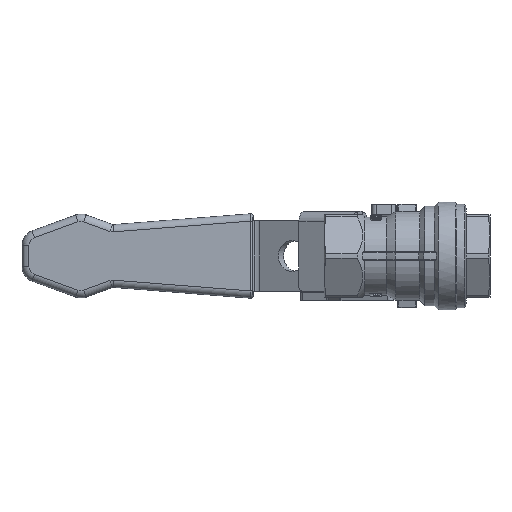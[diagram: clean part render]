
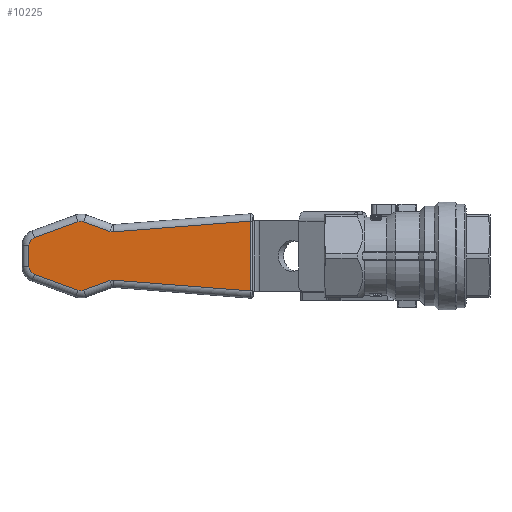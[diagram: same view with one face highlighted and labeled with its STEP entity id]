
A CAD part, front view. The second image highlights one B-rep face of the part: STEP entity #10225.
In plain terms, the highlighted planar face has unit normal (-0.035, -0.999, 0).
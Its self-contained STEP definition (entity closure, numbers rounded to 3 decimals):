
#74 = AXIS2_PLACEMENT_3D ( 'NONE', #9310, #18833, #23990 ) ;
#193 = LINE ( 'NONE', #28234, #9690 ) ;
#442 = DIRECTION ( 'NONE',  ( -0.135, 0.005, -0.991 ) ) ;
#716 = AXIS2_PLACEMENT_3D ( 'NONE', #10096, #29448, #19763 ) ;
#1189 = VERTEX_POINT ( 'NONE', #10196 ) ;
#1443 = ORIENTED_EDGE ( 'NONE', *, *, #16923, .F. ) ;
#1549 = ORIENTED_EDGE ( 'NONE', *, *, #4261, .F. ) ;
#1771 = VECTOR ( 'NONE', #17410, 1000. ) ;
#2085 = CIRCLE ( 'NONE', #13012, 2. ) ;
#2089 = VERTEX_POINT ( 'NONE', #15739 ) ;
#2144 = CARTESIAN_POINT ( 'NONE',  ( -73.607, 42.824, -28.078 ) ) ;
#2443 = CARTESIAN_POINT ( 'NONE',  ( -84.785, 43.215, -22.377 ) ) ;
#2549 = VECTOR ( 'NONE', #7646, 1000. ) ;
#2696 = CARTESIAN_POINT ( 'NONE',  ( -74.975, 42.872, -28.078 ) ) ;
#2724 = DIRECTION ( 'NONE',  ( 0., 0., 1. ) ) ;
#2776 = VECTOR ( 'NONE', #8011, 1000. ) ;
#2920 = AXIS2_PLACEMENT_3D ( 'NONE', #12709, #3050, #22540 ) ;
#2996 = CARTESIAN_POINT ( 'NONE',  ( -33.316, 41.417, -19.827 ) ) ;
#3050 = DIRECTION ( 'NONE',  ( 0.035, 0.999, 0. ) ) ;
#3134 = CARTESIAN_POINT ( 'NONE',  ( -33.316, 41.417, -11.396 ) ) ;
#3296 = VERTEX_POINT ( 'NONE', #20735 ) ;
#4206 = VERTEX_POINT ( 'NONE', #29579 ) ;
#4261 = EDGE_CURVE ( 'NONE', #4206, #14085, #25039, .T. ) ;
#4273 = VERTEX_POINT ( 'NONE', #24875 ) ;
#4425 = DIRECTION ( 'NONE',  ( -0.939, 0.033, 0.342 ) ) ;
#4784 = EDGE_CURVE ( 'NONE', #2089, #6906, #11021, .T. ) ;
#4825 = DIRECTION ( 'NONE',  ( -0.996, 0.035, 0.078 ) ) ;
#4937 = CARTESIAN_POINT ( 'NONE',  ( -86.783, 43.284, -17.277 ) ) ;
#5579 = CARTESIAN_POINT ( 'NONE',  ( -86.783, 43.284, -24.077 ) ) ;
#5866 = DIRECTION ( 'NONE',  ( 0.996, -0.035, 0.078 ) ) ;
#6250 = ORIENTED_EDGE ( 'NONE', *, *, #26699, .F. ) ;
#6585 = VERTEX_POINT ( 'NONE', #2144 ) ;
#6757 = CARTESIAN_POINT ( 'NONE',  ( -75.033, 42.874, -28.057 ) ) ;
#6816 = DIRECTION ( 'NONE',  ( -0.939, 0.033, -0.342 ) ) ;
#6906 = VERTEX_POINT ( 'NONE', #3134 ) ;
#6963 = VECTOR ( 'NONE', #6816, 1000. ) ;
#7031 = EDGE_LOOP ( 'NONE', ( #27081, #9336, #17050, #12481, #20270, #1549, #29655, #1443, #16817, #15300, #6250, #27393, #13992, #16287 ) ) ;
#7267 = DIRECTION ( 'NONE',  ( -0.819, 0.029, -0.574 ) ) ;
#7336 = EDGE_CURVE ( 'NONE', #7900, #2089, #22773, .T. ) ;
#7424 = CARTESIAN_POINT ( 'NONE',  ( -66.575, 42.579, -27.645 ) ) ;
#7646 = DIRECTION ( 'NONE',  ( 0.939, -0.033, -0.342 ) ) ;
#7900 = VERTEX_POINT ( 'NONE', #11976 ) ;
#7909 = LINE ( 'NONE', #5579, #1771 ) ;
#8011 = DIRECTION ( 'NONE',  ( 0.939, -0.033, 0.342 ) ) ;
#8269 = VERTEX_POINT ( 'NONE', #21076 ) ;
#8959 = VERTEX_POINT ( 'NONE', #4937 ) ;
#9310 = CARTESIAN_POINT ( 'NONE',  ( -74.291, 42.848, -26.199 ) ) ;
#9336 = ORIENTED_EDGE ( 'NONE', *, *, #4784, .F. ) ;
#9690 = VECTOR ( 'NONE', #4825, 1000. ) ;
#10096 = CARTESIAN_POINT ( 'NONE',  ( -84.785, 43.215, -17.277 ) ) ;
#10196 = CARTESIAN_POINT ( 'NONE',  ( -86.783, 43.284, -22.377 ) ) ;
#10225 = ADVANCED_FACE ( 'NONE', ( #11048 ), #17526, .F. ) ;
#10523 = VECTOR ( 'NONE', #12508, 1000. ) ;
#11021 = LINE ( 'NONE', #20702, #27222 ) ;
#11048 = FACE_OUTER_BOUND ( 'NONE', #7031, .T. ) ;
#11943 = CARTESIAN_POINT ( 'NONE',  ( -66.575, 42.579, -12.009 ) ) ;
#11976 = CARTESIAN_POINT ( 'NONE',  ( -67.258, 42.602, -13.889 ) ) ;
#12481 = ORIENTED_EDGE ( 'NONE', *, *, #14920, .F. ) ;
#12508 = DIRECTION ( 'NONE',  ( 0., 0., -1. ) ) ;
#12567 = VERTEX_POINT ( 'NONE', #28757 ) ;
#12709 = CARTESIAN_POINT ( 'NONE',  ( -58.733, 42.305, -19.827 ) ) ;
#13012 = AXIS2_PLACEMENT_3D ( 'NONE', #7424, #16919, #14605 ) ;
#13316 = EDGE_CURVE ( 'NONE', #14085, #4273, #25280, .T. ) ;
#13472 = CIRCLE ( 'NONE', #74, 2. ) ;
#13992 = ORIENTED_EDGE ( 'NONE', *, *, #26772, .F. ) ;
#14085 = VERTEX_POINT ( 'NONE', #16294 ) ;
#14135 = EDGE_CURVE ( 'NONE', #24399, #6585, #23525, .T. ) ;
#14165 = EDGE_CURVE ( 'NONE', #12567, #1189, #27903, .T. ) ;
#14605 = DIRECTION ( 'NONE',  ( -0.135, 0.005, 0.991 ) ) ;
#14797 = VERTEX_POINT ( 'NONE', #2696 ) ;
#14847 = EDGE_CURVE ( 'NONE', #14797, #12567, #28446, .T. ) ;
#14920 = EDGE_CURVE ( 'NONE', #4273, #7900, #21255, .T. ) ;
#15300 = ORIENTED_EDGE ( 'NONE', *, *, #14847, .F. ) ;
#15312 = CARTESIAN_POINT ( 'NONE',  ( -75.033, 42.874, -11.598 ) ) ;
#15739 = CARTESIAN_POINT ( 'NONE',  ( -66.418, 42.573, -14.003 ) ) ;
#16287 = ORIENTED_EDGE ( 'NONE', *, *, #16852, .F. ) ;
#16294 = CARTESIAN_POINT ( 'NONE',  ( -74.975, 42.872, -11.576 ) ) ;
#16817 = ORIENTED_EDGE ( 'NONE', *, *, #14165, .F. ) ;
#16852 = EDGE_CURVE ( 'NONE', #3296, #8269, #193, .T. ) ;
#16871 = CARTESIAN_POINT ( 'NONE',  ( -74.291, 42.848, -13.456 ) ) ;
#16919 = DIRECTION ( 'NONE',  ( -0.035, -0.999, 0. ) ) ;
#16923 = EDGE_CURVE ( 'NONE', #1189, #8959, #7909, .T. ) ;
#17050 = ORIENTED_EDGE ( 'NONE', *, *, #7336, .F. ) ;
#17410 = DIRECTION ( 'NONE',  ( 0., 0., 1. ) ) ;
#17479 = EDGE_CURVE ( 'NONE', #6906, #3296, #24370, .T. ) ;
#17526 = PLANE ( 'NONE',  #2920 ) ;
#18833 = DIRECTION ( 'NONE',  ( 0.035, 0.999, 0. ) ) ;
#18865 = EDGE_CURVE ( 'NONE', #8959, #4206, #28589, .T. ) ;
#19763 = DIRECTION ( 'NONE',  ( -0.819, 0.029, 0.574 ) ) ;
#20270 = ORIENTED_EDGE ( 'NONE', *, *, #13316, .F. ) ;
#20702 = CARTESIAN_POINT ( 'NONE',  ( -63.043, 42.455, -13.737 ) ) ;
#20735 = CARTESIAN_POINT ( 'NONE',  ( -33.316, 41.417, -28.258 ) ) ;
#20804 = AXIS2_PLACEMENT_3D ( 'NONE', #16871, #24092, #2724 ) ;
#21074 = CARTESIAN_POINT ( 'NONE',  ( -67.258, 42.602, -25.766 ) ) ;
#21076 = CARTESIAN_POINT ( 'NONE',  ( -66.418, 42.573, -25.652 ) ) ;
#21255 = LINE ( 'NONE', #29039, #2549 ) ;
#22540 = DIRECTION ( 'NONE',  ( 0., 0., -1. ) ) ;
#22773 = CIRCLE ( 'NONE', #29259, 2. ) ;
#23489 = VECTOR ( 'NONE', #4425, 1000. ) ;
#23525 = LINE ( 'NONE', #23827, #6963 ) ;
#23827 = CARTESIAN_POINT ( 'NONE',  ( -66.057, 42.561, -25.329 ) ) ;
#23990 = DIRECTION ( 'NONE',  ( 0., 0., -1. ) ) ;
#24092 = DIRECTION ( 'NONE',  ( 0.035, 0.999, 0. ) ) ;
#24274 = DIRECTION ( 'NONE',  ( -0.035, -0.999, 0. ) ) ;
#24370 = LINE ( 'NONE', #2996, #10523 ) ;
#24399 = VERTEX_POINT ( 'NONE', #21074 ) ;
#24875 = CARTESIAN_POINT ( 'NONE',  ( -73.607, 42.824, -11.576 ) ) ;
#25039 = LINE ( 'NONE', #15312, #2776 ) ;
#25280 = CIRCLE ( 'NONE', #20804, 2. ) ;
#26404 = AXIS2_PLACEMENT_3D ( 'NONE', #2443, #28659, #7267 ) ;
#26699 = EDGE_CURVE ( 'NONE', #6585, #14797, #13472, .T. ) ;
#26772 = EDGE_CURVE ( 'NONE', #8269, #24399, #2085, .T. ) ;
#27081 = ORIENTED_EDGE ( 'NONE', *, *, #17479, .F. ) ;
#27222 = VECTOR ( 'NONE', #5866, 1000. ) ;
#27393 = ORIENTED_EDGE ( 'NONE', *, *, #14135, .F. ) ;
#27903 = CIRCLE ( 'NONE', #26404, 2. ) ;
#28234 = CARTESIAN_POINT ( 'NONE',  ( -63.043, 42.455, -25.917 ) ) ;
#28446 = LINE ( 'NONE', #6757, #23489 ) ;
#28589 = CIRCLE ( 'NONE', #716, 2. ) ;
#28659 = DIRECTION ( 'NONE',  ( 0.035, 0.999, 0. ) ) ;
#28757 = CARTESIAN_POINT ( 'NONE',  ( -85.468, 43.238, -24.257 ) ) ;
#29039 = CARTESIAN_POINT ( 'NONE',  ( -66.057, 42.561, -14.326 ) ) ;
#29259 = AXIS2_PLACEMENT_3D ( 'NONE', #11943, #24274, #442 ) ;
#29448 = DIRECTION ( 'NONE',  ( 0.035, 0.999, 0. ) ) ;
#29579 = CARTESIAN_POINT ( 'NONE',  ( -85.468, 43.238, -15.398 ) ) ;
#29655 = ORIENTED_EDGE ( 'NONE', *, *, #18865, .F. ) ;
